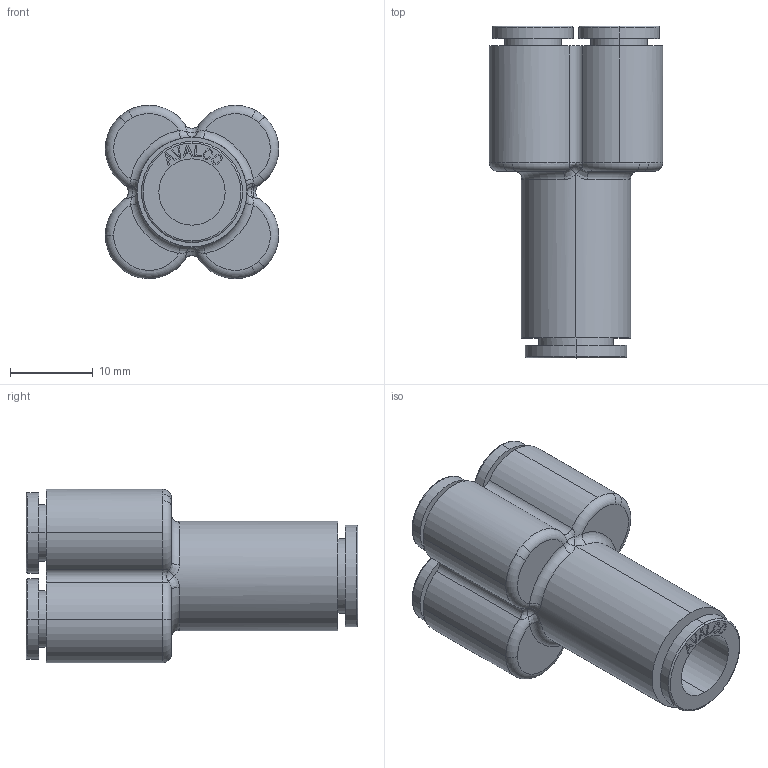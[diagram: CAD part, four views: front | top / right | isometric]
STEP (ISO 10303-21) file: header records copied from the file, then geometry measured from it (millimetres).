
FILE_DESCRIPTION(('CATIA V5 STEP Exchange'),'2;1');
FILE_NAME('PR568B-08-06.stp','2018-04-14T15:23:39+00:00',('none'),('none'),'CATIA Version 5 Release 21 GA (IN-10)','CATIA V5 STEP AP203','none');
FILE_SCHEMA(('CONFIG_CONTROL_DESIGN'));
Length unit declared in the file: millimetre
Products named in the file (1): PR568B-08-06
Bounding box: 20.9 x 40 x 20.9 mm (x, y, z)
Volume: 6530.5 mm3; surface area: 5065.5 mm2
Topology: 1 solids, 1 shells, 670 faces, 1788 edges, 1176 vertices
Faces by surface type: plane 581, cylinder 44, torus 27, bspline 14, sphere 4
Entity records: 21003 total; most frequent: CARTESIAN_POINT 4586, ORIENTED_EDGE 3568, DIRECTION 2956, EDGE_CURVE 1784, VECTOR 1589, LINE 1589, VERTEX_POINT 1176, AXIS2_PLACEMENT_3D 758
